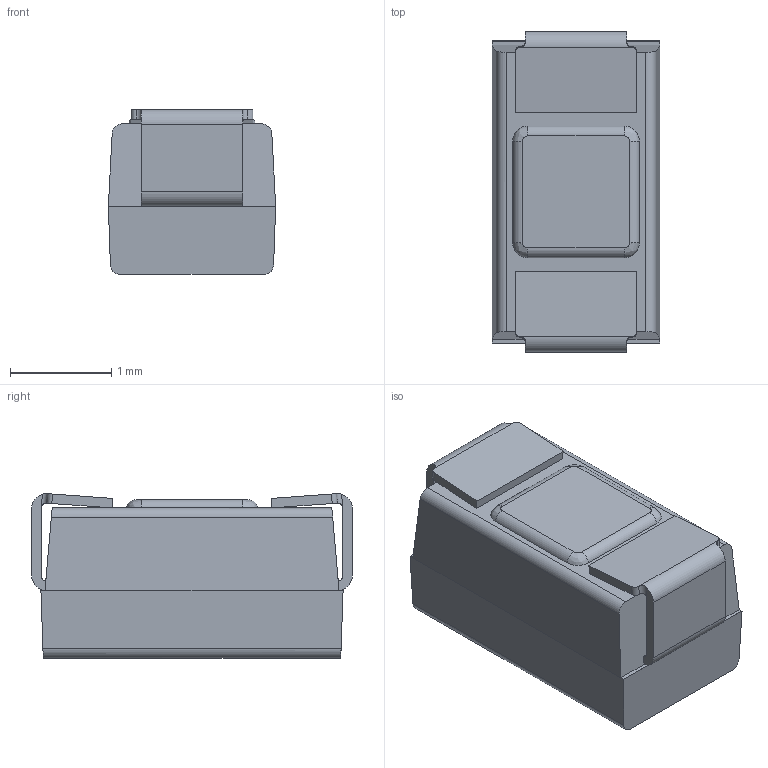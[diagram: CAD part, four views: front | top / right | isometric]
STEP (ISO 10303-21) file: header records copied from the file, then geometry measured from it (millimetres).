
FILE_DESCRIPTION(/* description */ ('KOSTKA'),/* implementation_level */ '2;1');
FILE_NAME(/* name */ 'F_series_F91_93_97_A.stp',/* time_stamp */ '2016-10-05T07:53:31+02:00',/* author */ ('KUBESL'),/* organization */ ('AVX Czech republic s.r.o.'),/* preprocessor_version */ 'ST-DEVELOPER v16.5',/* originating_system */ 'Autodesk Inventor 2017',/* authorisation */ '');
FILE_SCHEMA (('AUTOMOTIVE_DESIGN { 1 0 10303 214 3 1 1 }'));
Length unit declared in the file: millimetre
Products named in the file (1): F_series_BodyA
Bounding box: 1.65 x 3.16 x 1.62 mm (x, y, z)
Volume: 7.3 mm3; surface area: 29.9 mm2
Topology: 1 solids, 1 shells, 62 faces, 161 edges, 102 vertices
Faces by surface type: plane 34, cylinder 24, bspline 4
Entity records: 2060 total; most frequent: CARTESIAN_POINT 446, ORIENTED_EDGE 326, DIRECTION 319, EDGE_CURVE 161, AXIS2_PLACEMENT_3D 107, LINE 105, VECTOR 105, VERTEX_POINT 102
